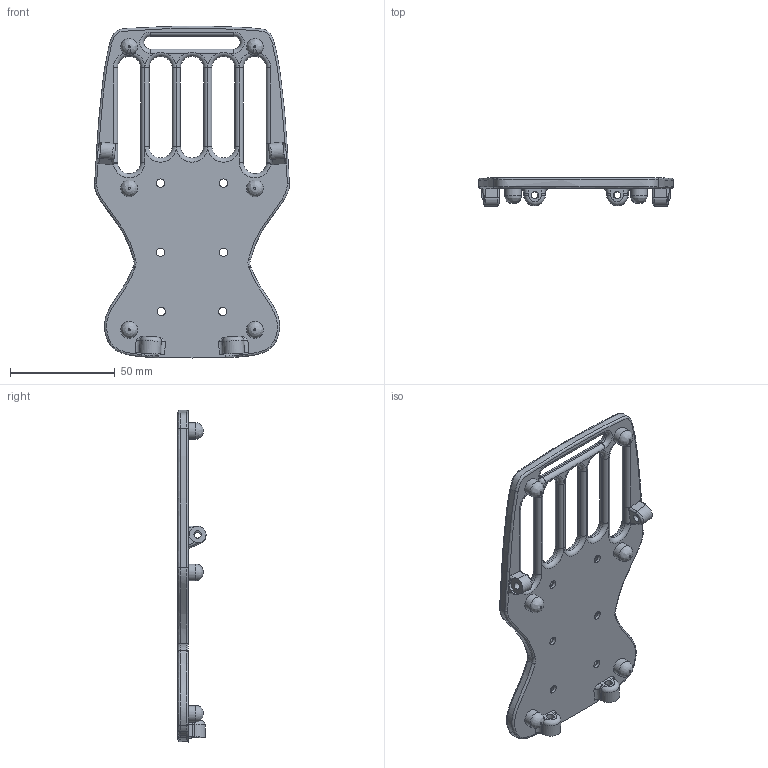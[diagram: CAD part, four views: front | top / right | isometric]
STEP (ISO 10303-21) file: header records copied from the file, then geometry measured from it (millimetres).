
FILE_DESCRIPTION(/* description */ (''),/* implementation_level */ '2;1');
FILE_NAME(/* name */ 'Battery Frame.stp',/* time_stamp */ '2016-10-15T14:48:23+11:00',/* author */ (''),/* organization */ (''),/* preprocessor_version */ 'ST-DEVELOPER v16.5',/* originating_system */ 'Autodesk Translation Framework v5.1.0.3141',/* authorisation */ '');
FILE_SCHEMA (('AUTOMOTIVE_DESIGN { 1 0 10303 214 3 1 1 }'));
Length unit declared in the file: centimetre
Products named in the file (2): Battery Frame v18; Battery Frame
Assembly tree (1 placements, depth 2):
  Battery Frame v18
    Battery Frame
Bounding box: 92.94 x 13.37 x 158.42 mm (x, y, z)
Volume: 47641 mm3; surface area: 26353 mm2
Topology: 1 solids, 1 shells, 256 faces, 620 edges, 365 vertices
Faces by surface type: cylinder 92, bspline 61, plane 59, torus 38, cone 6
Full cylindrical faces by diameter (mm): 3.5 x4, 4 x6, 5 x6, 8 x6, 9.5 x6
Entity records: 10778 total; most frequent: CARTESIAN_POINT 5127, ORIENTED_EDGE 1152, DIRECTION 1147, EDGE_CURVE 576, AXIS2_PLACEMENT_3D 491, VERTEX_POINT 359, EDGE_LOOP 325, CIRCLE 279
